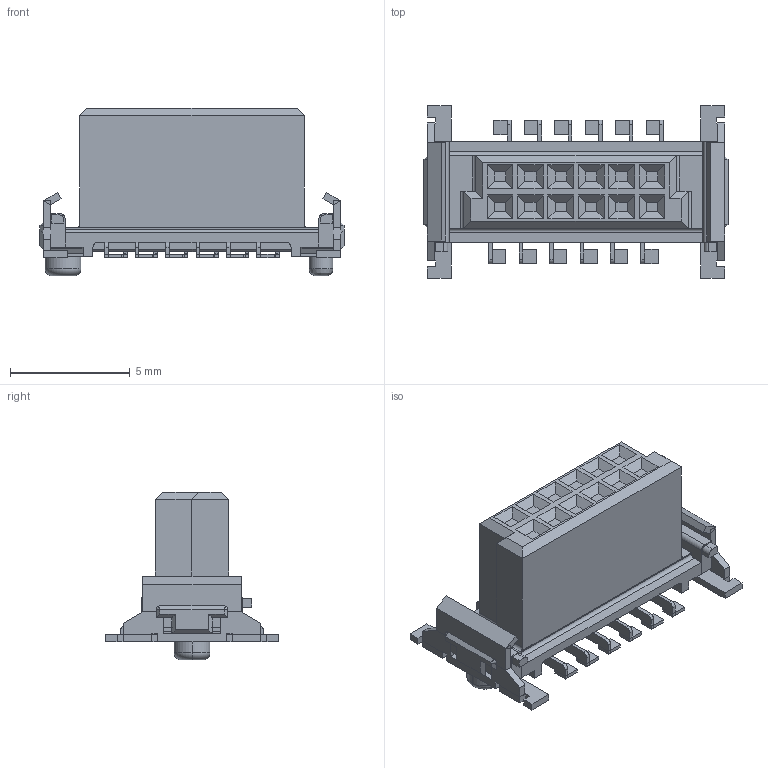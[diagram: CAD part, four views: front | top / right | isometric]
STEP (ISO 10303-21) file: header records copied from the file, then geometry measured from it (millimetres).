
FILE_DESCRIPTION((''),'2;1');
FILE_NAME('ERNI_064318.stp','2011-03-17T10:38:27',(''),(''),'Mechanical Desktop 2011','Mechanical Desktop 2011',', , ');
FILE_SCHEMA(('AUTOMOTIVE_DESIGN { 1 2 10303 214 1 1 1 1 }'));
Length unit declared in the file: millimetre
Products named in the file (1): Product
Bounding box: 12.7 x 7.2 x 7 mm (x, y, z)
Volume: 186.1 mm3; surface area: 624.5 mm2
Topology: 52 solids, 52 shells, 552 faces, 1295 edges, 856 vertices
Faces by surface type: plane 450, bspline 60, cylinder 36, cone 4, torus 2
Entity records: 15626 total; most frequent: CARTESIAN_POINT 3017, ORIENTED_EDGE 2580, DIRECTION 2367, EDGE_CURVE 1290, VECTOR 1201, LINE 1201, VERTEX_POINT 854, AXIS2_PLACEMENT_3D 583
